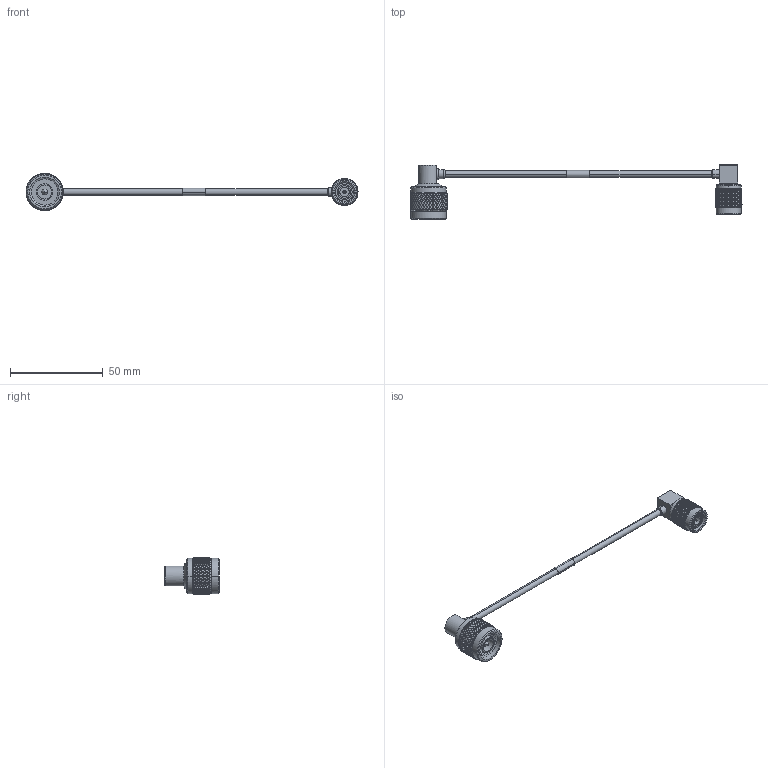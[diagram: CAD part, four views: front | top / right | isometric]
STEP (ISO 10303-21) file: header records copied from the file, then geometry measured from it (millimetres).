
FILE_DESCRIPTION (( 'STEP AP214' ), '1' );
FILE_NAME ('LCCA30449.step', '2020-05-02T08:52:59', ( '' ), ( '' ), 'SwSTEP 2.0', 'SolidWorks 2018', '' );
FILE_SCHEMA (( 'AUTOMOTIVE_DESIGN' ));
Length unit declared in the file: inch
Products named in the file (7): solder plug left^LCCA30449; 1AW01-003_.152 ID; LCCN3053; LC141TB (141 FORMABLE); LCCN3061; solder plug right^LCCA30449; LCCA30449
Assembly tree (6 placements, depth 2):
  LCCA30449
    LC141TB (141 FORMABLE)
    LCCN3053
    solder plug left^LCCA30449
    1AW01-003_.152 ID
    LCCN3061
    solder plug right^LCCA30449
Bounding box: 178.95 x 29.23 x 20.07 mm (x, y, z)
Volume: 8218.7 mm3; surface area: 9198.2 mm2
Topology: 6 solids, 6 shells, 4933 faces, 10214 edges, 5308 vertices
Faces by surface type: bspline 3605, cylinder 997, cone 268, plane 57, sphere 6
Entity records: 185789 total; most frequent: CARTESIAN_POINT 121796, ORIENTED_EDGE 20428, EDGE_CURVE 10214, VERTEX_POINT 5308, EDGE_LOOP 4954, FACE_OUTER_BOUND 4933, ADVANCED_FACE 4933, DIRECTION 4148
